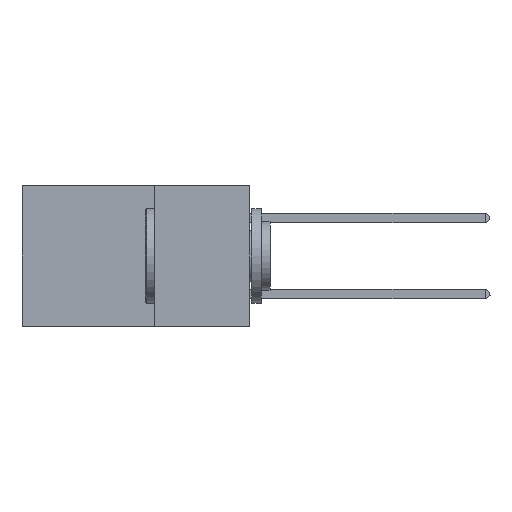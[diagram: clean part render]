
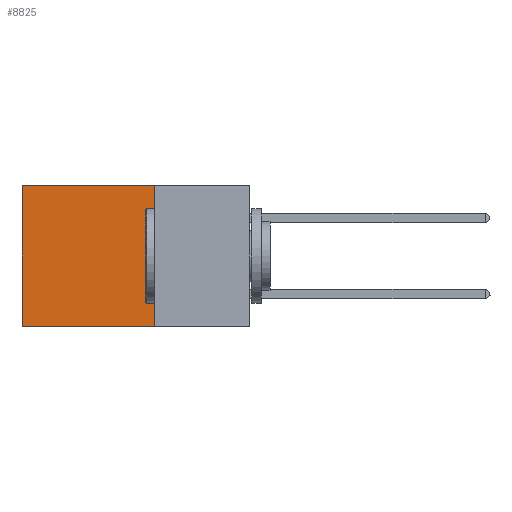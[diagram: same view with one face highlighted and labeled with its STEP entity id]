
A CAD part, left-side view. The second image highlights one B-rep face of the part: STEP entity #8825.
In plain terms, the highlighted planar face has unit normal (-1, 0, 0).
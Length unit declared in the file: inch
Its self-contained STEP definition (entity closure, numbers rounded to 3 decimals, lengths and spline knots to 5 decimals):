
#367 = ORIENTED_EDGE ( 'NONE', *, *, #13939, .T. ) ;
#912 = VECTOR ( 'NONE', #1991, 39.37008 ) ;
#1126 = VERTEX_POINT ( 'NONE', #3458 ) ;
#1991 = DIRECTION ( 'NONE',  ( 0., 1., 0. ) ) ;
#3038 = AXIS2_PLACEMENT_3D ( 'NONE', #10958, #25923, #11320 ) ;
#3458 = CARTESIAN_POINT ( 'NONE',  ( 0.2875, 0.25, 0. ) ) ;
#5137 = ORIENTED_EDGE ( 'NONE', *, *, #14410, .F. ) ;
#6596 = CARTESIAN_POINT ( 'NONE',  ( 0.2875, 0.25, 0. ) ) ;
#6712 = EDGE_LOOP ( 'NONE', ( #21323, #5137, #17379, #367 ) ) ;
#6972 = PLANE ( 'NONE',  #3038 ) ;
#7550 = CARTESIAN_POINT ( 'NONE',  ( 0.2875, 0.25, -0.37 ) ) ;
#8305 = EDGE_CURVE ( 'NONE', #1126, #18176, #15584, .T. ) ;
#8825 = ADVANCED_FACE ( 'NONE', ( #13672 ), #6972, .F. ) ;
#9319 = CARTESIAN_POINT ( 'NONE',  ( 0.2875, 0.6, -0.37 ) ) ;
#10958 = CARTESIAN_POINT ( 'NONE',  ( 0.2875, 0.25, 0. ) ) ;
#11320 = DIRECTION ( 'NONE',  ( 0., 0., -1. ) ) ;
#11590 = VECTOR ( 'NONE', #11831, 39.37008 ) ;
#11667 = DIRECTION ( 'NONE',  ( 0., 1., 0. ) ) ;
#11831 = DIRECTION ( 'NONE',  ( 0., 0., -1. ) ) ;
#12700 = VECTOR ( 'NONE', #20426, 39.37008 ) ;
#13672 = FACE_OUTER_BOUND ( 'NONE', #6712, .T. ) ;
#13716 = VERTEX_POINT ( 'NONE', #14436 ) ;
#13939 = EDGE_CURVE ( 'NONE', #1126, #13716, #18767, .T. ) ;
#14410 = EDGE_CURVE ( 'NONE', #18176, #14426, #17724, .T. ) ;
#14426 = VERTEX_POINT ( 'NONE', #9319 ) ;
#14436 = CARTESIAN_POINT ( 'NONE',  ( 0.2875, 0.6, 0. ) ) ;
#14714 = EDGE_CURVE ( 'NONE', #13716, #14426, #24030, .T. ) ;
#15584 = LINE ( 'NONE', #16401, #11590 ) ;
#16401 = CARTESIAN_POINT ( 'NONE',  ( 0.2875, 0.25, 0. ) ) ;
#17379 = ORIENTED_EDGE ( 'NONE', *, *, #8305, .F. ) ;
#17724 = LINE ( 'NONE', #26526, #18427 ) ;
#18176 = VERTEX_POINT ( 'NONE', #7550 ) ;
#18427 = VECTOR ( 'NONE', #11667, 39.37008 ) ;
#18767 = LINE ( 'NONE', #6596, #912 ) ;
#20038 = CARTESIAN_POINT ( 'NONE',  ( 0.2875, 0.6, 0. ) ) ;
#20426 = DIRECTION ( 'NONE',  ( 0., 0., -1. ) ) ;
#21323 = ORIENTED_EDGE ( 'NONE', *, *, #14714, .T. ) ;
#24030 = LINE ( 'NONE', #20038, #12700 ) ;
#25923 = DIRECTION ( 'NONE',  ( 1., 0., 0. ) ) ;
#26526 = CARTESIAN_POINT ( 'NONE',  ( 0.2875, 0.25, -0.37 ) ) ;
